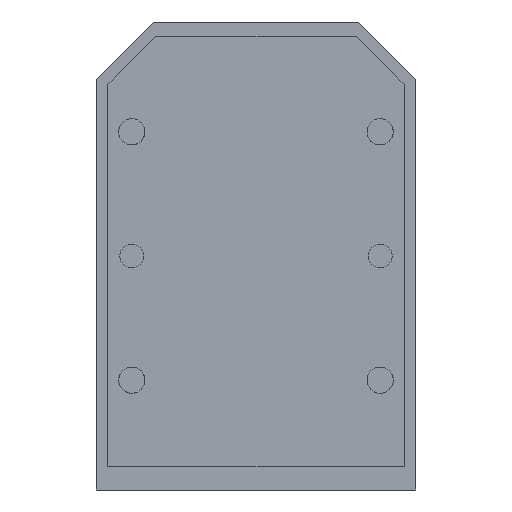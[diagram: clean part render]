
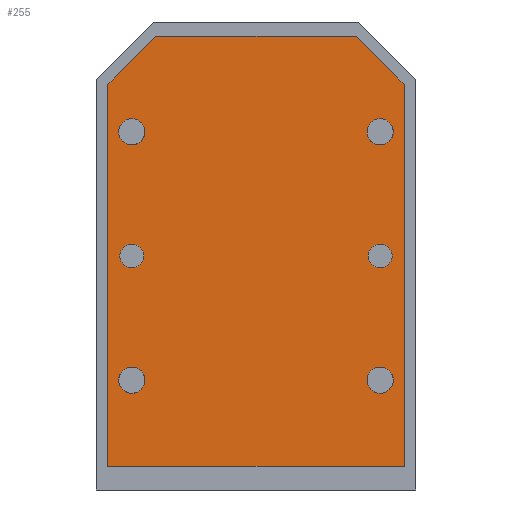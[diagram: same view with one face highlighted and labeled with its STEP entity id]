
A CAD part, left-side view. The second image highlights one B-rep face of the part: STEP entity #255.
In plain terms, the highlighted planar face has unit normal (-1, 0, 0).
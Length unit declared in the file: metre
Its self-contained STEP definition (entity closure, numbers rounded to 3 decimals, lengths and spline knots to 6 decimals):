
#255 = ADVANCED_FACE( '', ( #613, #614, #615, #616, #617, #618, #619 ), #620, .F. );
#613 = FACE_OUTER_BOUND( '', #1105, .T. );
#614 = FACE_BOUND( '', #1106, .T. );
#615 = FACE_BOUND( '', #1107, .T. );
#616 = FACE_BOUND( '', #1108, .T. );
#617 = FACE_BOUND( '', #1109, .T. );
#618 = FACE_BOUND( '', #1110, .T. );
#619 = FACE_BOUND( '', #1111, .T. );
#620 = PLANE( '', #1112 );
#1105 = EDGE_LOOP( '', ( #1746, #1747, #1748, #1749, #1750, #1751 ) );
#1106 = EDGE_LOOP( '', ( #1752 ) );
#1107 = EDGE_LOOP( '', ( #1753 ) );
#1108 = EDGE_LOOP( '', ( #1754 ) );
#1109 = EDGE_LOOP( '', ( #1755 ) );
#1110 = EDGE_LOOP( '', ( #1756 ) );
#1111 = EDGE_LOOP( '', ( #1757 ) );
#1112 = AXIS2_PLACEMENT_3D( '', #1758, #1759, #1760 );
#1746 = ORIENTED_EDGE( '', *, *, #2421, .F. );
#1747 = ORIENTED_EDGE( '', *, *, #2422, .F. );
#1748 = ORIENTED_EDGE( '', *, *, #2423, .F. );
#1749 = ORIENTED_EDGE( '', *, *, #2424, .F. );
#1750 = ORIENTED_EDGE( '', *, *, #2425, .F. );
#1751 = ORIENTED_EDGE( '', *, *, #2426, .F. );
#1752 = ORIENTED_EDGE( '', *, *, #2427, .T. );
#1753 = ORIENTED_EDGE( '', *, *, #2428, .T. );
#1754 = ORIENTED_EDGE( '', *, *, #2429, .T. );
#1755 = ORIENTED_EDGE( '', *, *, #2406, .T. );
#1756 = ORIENTED_EDGE( '', *, *, #2430, .T. );
#1757 = ORIENTED_EDGE( '', *, *, #2431, .T. );
#1758 = CARTESIAN_POINT( '', ( -0.12, 0.031, 0.095 ) );
#1759 = DIRECTION( '', ( 1., 0., 0. ) );
#1760 = DIRECTION( '', ( 0., -0.707, 0.707 ) );
#2406 = EDGE_CURVE( '', #2811, #2811, #2812, .T. );
#2421 = EDGE_CURVE( '', #2834, #2835, #2836, .T. );
#2422 = EDGE_CURVE( '', #2837, #2834, #2838, .T. );
#2423 = EDGE_CURVE( '', #2839, #2837, #2840, .T. );
#2424 = EDGE_CURVE( '', #2841, #2839, #2842, .T. );
#2425 = EDGE_CURVE( '', #2843, #2841, #2844, .T. );
#2426 = EDGE_CURVE( '', #2835, #2843, #2845, .T. );
#2427 = EDGE_CURVE( '', #2846, #2846, #2847, .T. );
#2428 = EDGE_CURVE( '', #2848, #2848, #2849, .T. );
#2429 = EDGE_CURVE( '', #2850, #2850, #2851, .T. );
#2430 = EDGE_CURVE( '', #2852, #2852, #2853, .T. );
#2431 = EDGE_CURVE( '', #2854, #2854, #2855, .T. );
#2811 = VERTEX_POINT( '', #3312 );
#2812 = CIRCLE( '', #3313, 0.00275 );
#2834 = VERTEX_POINT( '', #3339 );
#2835 = VERTEX_POINT( '', #3340 );
#2836 = LINE( '', #3341, #3342 );
#2837 = VERTEX_POINT( '', #3343 );
#2838 = LINE( '', #3344, #3345 );
#2839 = VERTEX_POINT( '', #3346 );
#2840 = LINE( '', #3347, #3348 );
#2841 = VERTEX_POINT( '', #3349 );
#2842 = LINE( '', #3350, #3351 );
#2843 = VERTEX_POINT( '', #3352 );
#2844 = LINE( '', #3353, #3354 );
#2845 = LINE( '', #3355, #3356 );
#2846 = VERTEX_POINT( '', #3357 );
#2847 = CIRCLE( '', #3358, 0.00275 );
#2848 = VERTEX_POINT( '', #3359 );
#2849 = CIRCLE( '', #3360, 0.00275 );
#2850 = VERTEX_POINT( '', #3361 );
#2851 = CIRCLE( '', #3362, 0.00275 );
#2852 = VERTEX_POINT( '', #3363 );
#2853 = CIRCLE( '', #3364, 0.00251 );
#2854 = VERTEX_POINT( '', #3365 );
#2855 = CIRCLE( '', #3366, 0.00251 );
#3312 = CARTESIAN_POINT( '', ( -0.12, 0.027945, 0.024945 ) );
#3313 = AXIS2_PLACEMENT_3D( '', #3787, #3788, #3789 );
#3339 = CARTESIAN_POINT( '', ( -0.12, 0.031, 0.005 ) );
#3340 = CARTESIAN_POINT( '', ( -0.12, 0.031, 0.085 ) );
#3341 = CARTESIAN_POINT( '', ( -0.12, 0.031, 0.005 ) );
#3342 = VECTOR( '', #3809, 1. );
#3343 = CARTESIAN_POINT( '', ( -0.12, -0.031, 0.005 ) );
#3344 = CARTESIAN_POINT( '', ( -0.12, -0.031, 0.005 ) );
#3345 = VECTOR( '', #3810, 1. );
#3346 = CARTESIAN_POINT( '', ( -0.12, -0.031, 0.085 ) );
#3347 = CARTESIAN_POINT( '', ( -0.12, -0.031, 0.085 ) );
#3348 = VECTOR( '', #3811, 1. );
#3349 = CARTESIAN_POINT( '', ( -0.12, -0.021, 0.095 ) );
#3350 = CARTESIAN_POINT( '', ( -0.12, -0.021, 0.095 ) );
#3351 = VECTOR( '', #3812, 1. );
#3352 = CARTESIAN_POINT( '', ( -0.12, 0.021, 0.095 ) );
#3353 = CARTESIAN_POINT( '', ( -0.12, 0.021, 0.095 ) );
#3354 = VECTOR( '', #3813, 1. );
#3355 = CARTESIAN_POINT( '', ( -0.12, 0.031, 0.085 ) );
#3356 = VECTOR( '', #3814, 1. );
#3357 = CARTESIAN_POINT( '', ( -0.12, 0.027945, 0.076945 ) );
#3358 = AXIS2_PLACEMENT_3D( '', #3815, #3816, #3817 );
#3359 = CARTESIAN_POINT( '', ( -0.12, -0.024055, 0.076945 ) );
#3360 = AXIS2_PLACEMENT_3D( '', #3818, #3819, #3820 );
#3361 = CARTESIAN_POINT( '', ( -0.12, -0.024055, 0.024945 ) );
#3362 = AXIS2_PLACEMENT_3D( '', #3821, #3822, #3823 );
#3363 = CARTESIAN_POINT( '', ( -0.12, 0.027775, 0.050775 ) );
#3364 = AXIS2_PLACEMENT_3D( '', #3824, #3825, #3826 );
#3365 = CARTESIAN_POINT( '', ( -0.12, -0.024225, 0.050775 ) );
#3366 = AXIS2_PLACEMENT_3D( '', #3827, #3828, #3829 );
#3787 = CARTESIAN_POINT( '', ( -0.12, 0.026, 0.023 ) );
#3788 = DIRECTION( '', ( 1., 0., 0. ) );
#3789 = DIRECTION( '', ( 0., 0.707, 0.707 ) );
#3809 = DIRECTION( '', ( 0., 0., 1. ) );
#3810 = DIRECTION( '', ( 0., 1., 0. ) );
#3811 = DIRECTION( '', ( 0., 0., -1. ) );
#3812 = DIRECTION( '', ( 0., -0.707, -0.707 ) );
#3813 = DIRECTION( '', ( 0., -1., 0. ) );
#3814 = DIRECTION( '', ( 0., -0.707, 0.707 ) );
#3815 = CARTESIAN_POINT( '', ( -0.12, 0.026, 0.075 ) );
#3816 = DIRECTION( '', ( 1., 0., 0. ) );
#3817 = DIRECTION( '', ( 0., 0.707, 0.707 ) );
#3818 = CARTESIAN_POINT( '', ( -0.12, -0.026, 0.075 ) );
#3819 = DIRECTION( '', ( 1., 0., 0. ) );
#3820 = DIRECTION( '', ( 0., 0.707, 0.707 ) );
#3821 = CARTESIAN_POINT( '', ( -0.12, -0.026, 0.023 ) );
#3822 = DIRECTION( '', ( 1., 0., 0. ) );
#3823 = DIRECTION( '', ( 0., 0.707, 0.707 ) );
#3824 = CARTESIAN_POINT( '', ( -0.12, 0.026, 0.049 ) );
#3825 = DIRECTION( '', ( 1., 0., 0. ) );
#3826 = DIRECTION( '', ( 0., 0.707, 0.707 ) );
#3827 = CARTESIAN_POINT( '', ( -0.12, -0.026, 0.049 ) );
#3828 = DIRECTION( '', ( 1., 0., 0. ) );
#3829 = DIRECTION( '', ( 0., 0.707, 0.707 ) );
